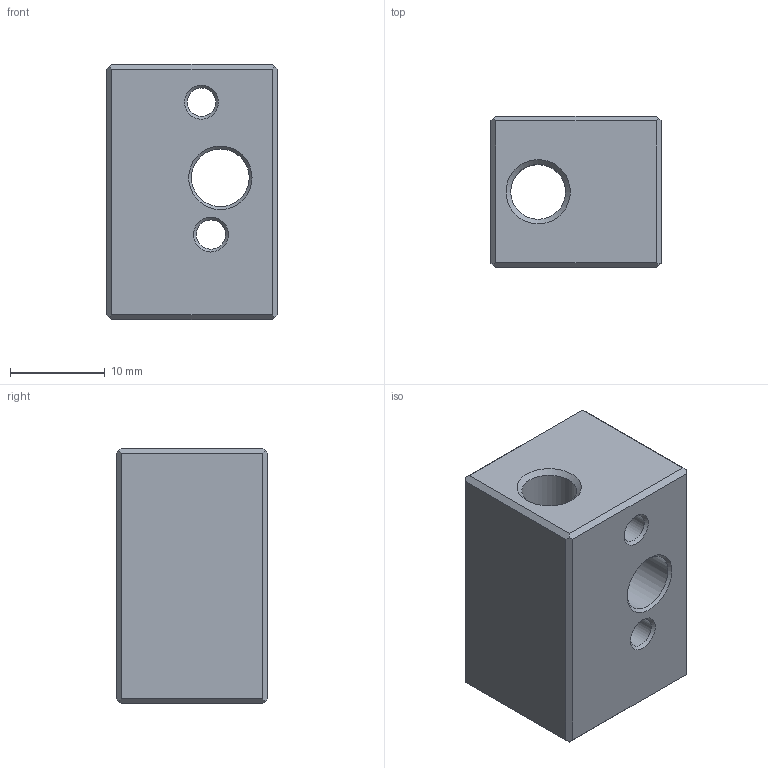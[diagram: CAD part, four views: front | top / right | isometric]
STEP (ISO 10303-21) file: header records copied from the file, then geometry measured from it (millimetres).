
FILE_DESCRIPTION(('FreeCAD Model'),'2;1');
FILE_NAME('opah_heater_block_v1.0_PP-MP0154.step','2016-06-23T07:50:24', ('Author'),(''),'Open CASCADE STEP processor 6.8','FreeCAD','Unknown' );
FILE_SCHEMA(('AUTOMOTIVE_DESIGN_CC2 { 1 2 10303 214 -1 1 5 4 }'));
Length unit declared in the file: millimetre
Products named in the file (2): ASSEMBLY; Pocket004
Assembly tree (1 placements, depth 2):
  ASSEMBLY
    Pocket004
Bounding box: 18 x 16 x 27 mm (x, y, z)
Volume: 6260.5 mm3; surface area: 3334.6 mm2
Topology: 1 solids, 1 shells, 34 faces, 94 edges, 60 vertices
Faces by surface type: plane 18, cone 10, cylinder 6
Full cylindrical faces by diameter (mm): 3 x3, 3.1 x1, 5.8 x1, 6.1 x1
Entity records: 3107 total; most frequent: CARTESIAN_POINT 1322, DIRECTION 278, ORIENTED_EDGE 188, PCURVE 188, DEFINITIONAL_REPRESENTATION 188, LINE 160, VECTOR 160, EDGE_CURVE 94
